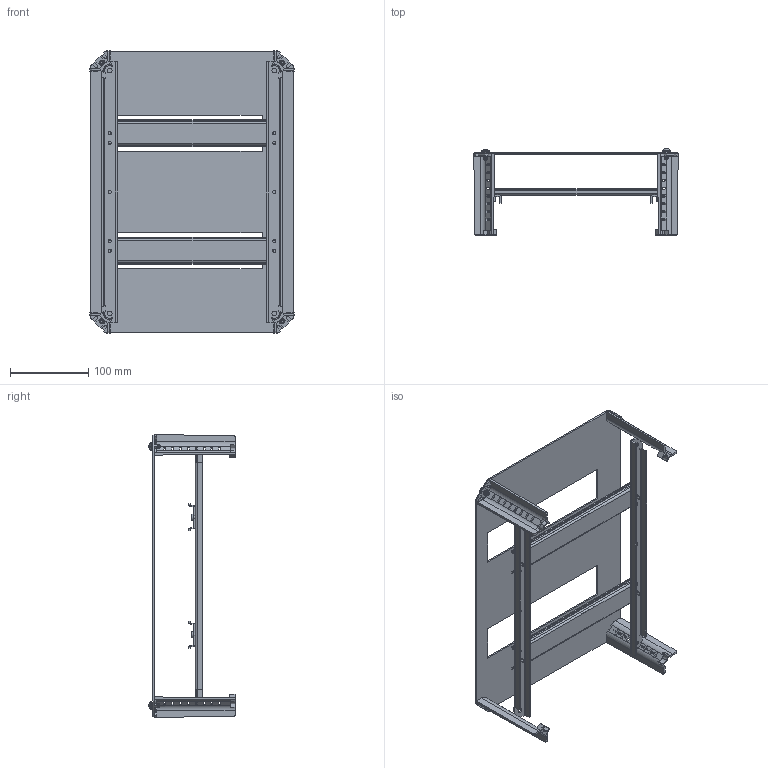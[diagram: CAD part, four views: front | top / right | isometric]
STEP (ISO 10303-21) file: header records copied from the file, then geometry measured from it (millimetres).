
FILE_DESCRIPTION (( 'STEP AP214' ), '1' );
FILE_NAME ('DRS ARCA 403015.STEP', '2013-11-25T12:33:22', ( '' ), ( '' ), 'SwSTEP 2.0', 'SolidWorks 2013', '' );
FILE_SCHEMA (( 'AUTOMOTIVE_DESIGN' ));
Length unit declared in the file: millimetre
Products named in the file (7): 12743; M4x10 Thread forming PZ; FCX DIN Rail 300; SB ARCA 40; DRS ARCA 403015; PT5x10; CB ARCA 15
Assembly tree (17 placements, depth 2):
  DRS ARCA 403015
    SB ARCA 40  x2
    FCX DIN Rail 300  x2
    M4x10 Thread forming PZ  x4
    12743
    CB ARCA 15  x4
    PT5x10  x4
Bounding box: 260.84 x 109.94 x 360.84 mm (x, y, z)
Volume: 270535 mm3; surface area: 283626.3 mm2
Topology: 17 solids, 17 shells, 1436 faces, 3922 edges, 2572 vertices
Faces by surface type: plane 786, bspline 224, cylinder 218, cone 168, torus 32, sphere 8
Entity records: 18166 total; most frequent: CARTESIAN_POINT 7386, ORIENTED_EDGE 2312, DIRECTION 1955, EDGE_CURVE 1156, VERTEX_POINT 752, VECTOR 699, LINE 699, AXIS2_PLACEMENT_3D 628
